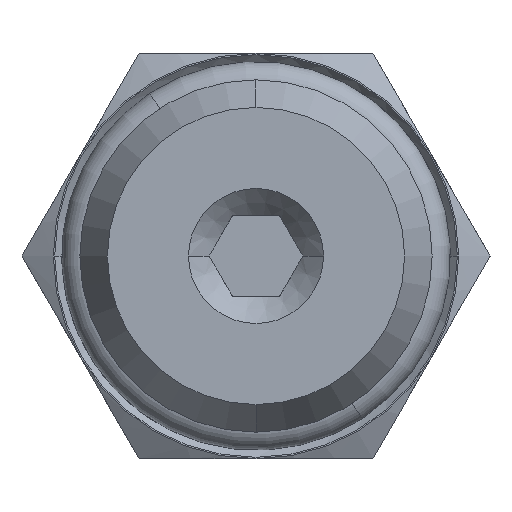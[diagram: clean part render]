
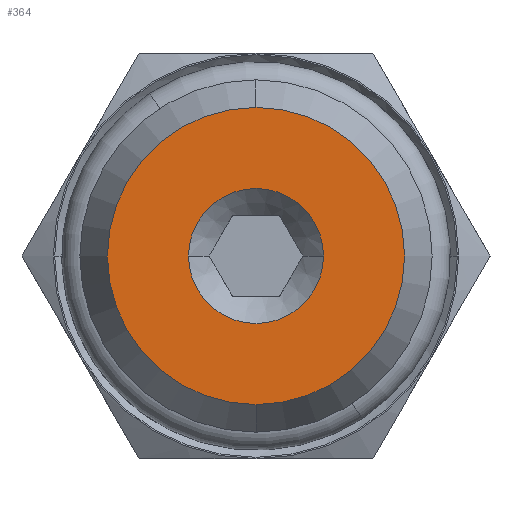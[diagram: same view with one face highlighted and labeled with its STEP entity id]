
A CAD part, front view. The second image highlights one B-rep face of the part: STEP entity #364.
In plain terms, the highlighted planar face has unit normal (0, -1, 0).
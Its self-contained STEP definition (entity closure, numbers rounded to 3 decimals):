
#76 = FACE_BOUND ( 'NONE', #3084, .T. ) ;
#77 = FACE_OUTER_BOUND ( 'NONE', #3082, .T. ) ;
#90 = DIRECTION ( 'NONE',  ( 0., 0., -1. ) ) ;
#93 = DIRECTION ( 'NONE',  ( 0., -1., 0. ) ) ;
#94 = CARTESIAN_POINT ( 'NONE',  ( 0., 0., 0. ) ) ;
#105 = PLANE ( 'NONE',  #601 ) ;
#364 = ADVANCED_FACE ( 'NONE', ( #76, #77 ), #105, .T. ) ;
#601 = AXIS2_PLACEMENT_3D ( 'NONE', #94, #93, #90 ) ;
#1136 = CARTESIAN_POINT ( 'NONE',  ( 0., 0., 0. ) ) ;
#1137 = DIRECTION ( 'NONE',  ( 0., -1., 0. ) ) ;
#1138 = DIRECTION ( 'NONE',  ( 1., 0., 0. ) ) ;
#1139 = CARTESIAN_POINT ( 'NONE',  ( 0., 0., 0. ) ) ;
#1140 = DIRECTION ( 'NONE',  ( 0., -1., 0. ) ) ;
#1141 = DIRECTION ( 'NONE',  ( 0., 0., -1. ) ) ;
#1569 = EDGE_CURVE ( 'NONE', #3042, #3043, #3373, .T. ) ;
#1570 = EDGE_CURVE ( 'NONE', #3048, #3057, #3378, .T. ) ;
#1704 = EDGE_CURVE ( 'NONE', #3043, #3042, #2347, .T. ) ;
#1710 = EDGE_CURVE ( 'NONE', #3057, #3048, #2356, .T. ) ;
#2061 = CARTESIAN_POINT ( 'NONE',  ( 0., 0., 0. ) ) ;
#2062 = DIRECTION ( 'NONE',  ( 0., -1., 0. ) ) ;
#2063 = DIRECTION ( 'NONE',  ( 1., 0., 0. ) ) ;
#2086 = CARTESIAN_POINT ( 'NONE',  ( 0., 0., 0. ) ) ;
#2087 = DIRECTION ( 'NONE',  ( 0., -1., 0. ) ) ;
#2088 = DIRECTION ( 'NONE',  ( 0., 0., -1. ) ) ;
#2201 = CARTESIAN_POINT ( 'NONE',  ( 2.5, 0., 0. ) ) ;
#2202 = CARTESIAN_POINT ( 'NONE',  ( -2.5, 0., 0. ) ) ;
#2207 = CARTESIAN_POINT ( 'NONE',  ( 0., 0., 5.5 ) ) ;
#2216 = CARTESIAN_POINT ( 'NONE',  ( 0., 0., -5.5 ) ) ;
#2347 = CIRCLE ( 'NONE', #4043, 2.5 ) ;
#2356 = CIRCLE ( 'NONE', #4044, 5.5 ) ;
#3042 = VERTEX_POINT ( 'NONE', #2201 ) ;
#3043 = VERTEX_POINT ( 'NONE', #2202 ) ;
#3048 = VERTEX_POINT ( 'NONE', #2207 ) ;
#3057 = VERTEX_POINT ( 'NONE', #2216 ) ;
#3082 = EDGE_LOOP ( 'NONE', ( #3557, #3556 ) ) ;
#3084 = EDGE_LOOP ( 'NONE', ( #3559, #3558 ) ) ;
#3373 = CIRCLE ( 'NONE', #3965, 2.5 ) ;
#3378 = CIRCLE ( 'NONE', #3967, 5.5 ) ;
#3556 = ORIENTED_EDGE ( 'NONE', *, *, #1710, .T. ) ;
#3557 = ORIENTED_EDGE ( 'NONE', *, *, #1570, .T. ) ;
#3558 = ORIENTED_EDGE ( 'NONE', *, *, #1704, .F. ) ;
#3559 = ORIENTED_EDGE ( 'NONE', *, *, #1569, .F. ) ;
#3965 = AXIS2_PLACEMENT_3D ( 'NONE', #1136, #1137, #1138 ) ;
#3967 = AXIS2_PLACEMENT_3D ( 'NONE', #1139, #1140, #1141 ) ;
#4043 = AXIS2_PLACEMENT_3D ( 'NONE', #2061, #2062, #2063 ) ;
#4044 = AXIS2_PLACEMENT_3D ( 'NONE', #2086, #2087, #2088 ) ;
